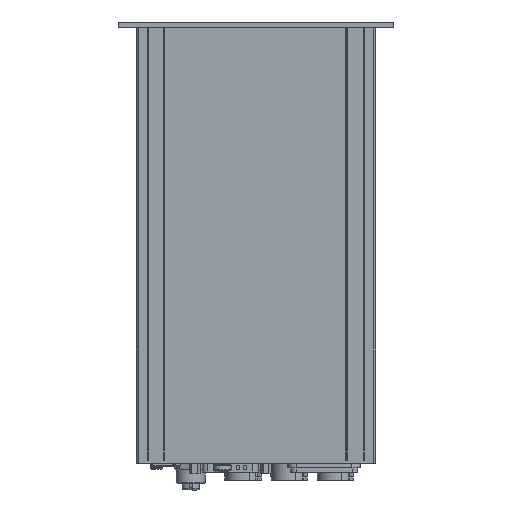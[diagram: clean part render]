
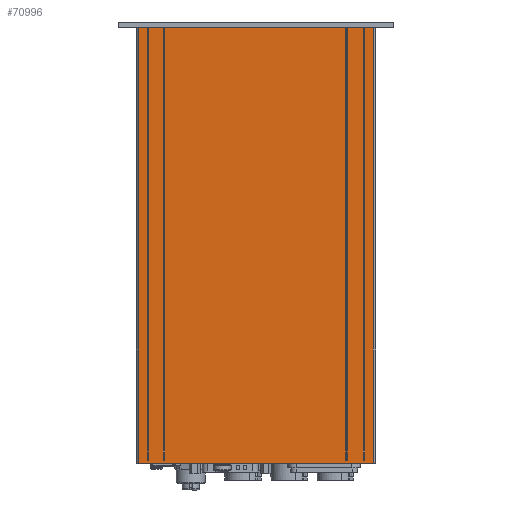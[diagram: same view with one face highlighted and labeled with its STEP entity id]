
A CAD part, left-side view. The second image highlights one B-rep face of the part: STEP entity #70996.
In plain terms, the highlighted planar face has unit normal (-1, 0, 0).
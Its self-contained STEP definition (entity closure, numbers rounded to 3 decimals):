
#3890=LINE('',#97842,#10298);
#3893=LINE('',#97848,#10301);
#3898=LINE('',#97857,#10306);
#3901=LINE('',#97863,#10309);
#3921=LINE('',#97903,#10329);
#4069=LINE('',#98477,#10477);
#4105=LINE('',#98595,#10513);
#4474=LINE('',#99719,#10882);
#7329=LINE('',#137902,#13737);
#7330=LINE('',#137904,#13738);
#7333=LINE('',#137910,#13741);
#7335=LINE('',#137914,#13743);
#7336=LINE('',#137916,#13744);
#7763=LINE('',#139127,#14171);
#7764=LINE('',#139129,#14172);
#7787=LINE('',#139175,#14195);
#7789=LINE('',#139179,#14197);
#8236=LINE('',#140321,#14644);
#8278=LINE('',#141267,#14686);
#8279=LINE('',#141268,#14687);
#10298=VECTOR('',#80482,6.75);
#10301=VECTOR('',#80485,84.85);
#10306=VECTOR('',#80490,7.6);
#10309=VECTOR('',#80493,4.3);
#10329=VECTOR('',#80513,4.3);
#10477=VECTOR('',#81101,0.5);
#10513=VECTOR('',#81185,0.5);
#10882=VECTOR('',#82084,109.6);
#13737=VECTOR('',#89333,202.);
#13738=VECTOR('',#89336,202.);
#13741=VECTOR('',#89341,202.);
#13743=VECTOR('',#89345,202.);
#13744=VECTOR('',#89348,0.4);
#14171=VECTOR('',#90543,202.);
#14172=VECTOR('',#90546,202.);
#14195=VECTOR('',#90587,202.);
#14197=VECTOR('',#90591,202.);
#14644=VECTOR('',#91920,0.4);
#14686=VECTOR('',#92144,203.5);
#14687=VECTOR('',#92145,203.5);
#16815=PLANE('',#76023);
#21606=FACE_OUTER_BOUND('',#25489,.T.);
#25489=EDGE_LOOP('',(#63162,#63163,#63164,#63165,#63166,#63167,#63168,#63169,
#63170,#63171,#63172,#63173,#63174,#63175,#63176,#63177,#63178,#63179,#63180,
#63181));
#29523=VERTEX_POINT('',#97839);
#29524=VERTEX_POINT('',#97841);
#29526=VERTEX_POINT('',#97845);
#29527=VERTEX_POINT('',#97847);
#29530=VERTEX_POINT('',#97854);
#29531=VERTEX_POINT('',#97856);
#29533=VERTEX_POINT('',#97860);
#29534=VERTEX_POINT('',#97862);
#29553=VERTEX_POINT('',#97900);
#29554=VERTEX_POINT('',#97902);
#29721=VERTEX_POINT('',#98474);
#29722=VERTEX_POINT('',#98476);
#29779=VERTEX_POINT('',#98592);
#29780=VERTEX_POINT('',#98594);
#30037=VERTEX_POINT('',#99716);
#30038=VERTEX_POINT('',#99718);
#33673=VERTEX_POINT('',#137907);
#33674=VERTEX_POINT('',#137912);
#33988=VERTEX_POINT('',#139172);
#33989=VERTEX_POINT('',#139177);
#36954=EDGE_CURVE('',#29523,#29524,#3890,.T.);
#36957=EDGE_CURVE('',#29526,#29527,#3893,.T.);
#36962=EDGE_CURVE('',#29530,#29531,#3898,.T.);
#36965=EDGE_CURVE('',#29533,#29534,#3901,.T.);
#36985=EDGE_CURVE('',#29553,#29554,#3921,.T.);
#37245=EDGE_CURVE('',#29721,#29722,#4069,.T.);
#37305=EDGE_CURVE('',#29779,#29780,#4105,.T.);
#37771=EDGE_CURVE('',#30038,#30037,#4474,.T.);
#42926=EDGE_CURVE('',#29721,#29527,#7329,.T.);
#42927=EDGE_CURVE('',#29780,#29523,#7330,.T.);
#42930=EDGE_CURVE('',#29524,#33673,#7333,.T.);
#42932=EDGE_CURVE('',#29526,#33674,#7335,.T.);
#42933=EDGE_CURVE('',#33673,#33674,#7336,.T.);
#43473=EDGE_CURVE('',#29530,#29722,#7763,.T.);
#43474=EDGE_CURVE('',#29779,#29554,#7764,.T.);
#43497=EDGE_CURVE('',#29531,#33988,#7787,.T.);
#43499=EDGE_CURVE('',#29533,#33989,#7789,.T.);
#44070=EDGE_CURVE('',#33988,#33989,#8236,.T.);
#44177=EDGE_CURVE('',#29553,#30038,#8278,.T.);
#44178=EDGE_CURVE('',#30037,#29534,#8279,.T.);
#63162=ORIENTED_EDGE('',*,*,#44177,.T.);
#63163=ORIENTED_EDGE('',*,*,#37771,.T.);
#63164=ORIENTED_EDGE('',*,*,#44178,.T.);
#63165=ORIENTED_EDGE('',*,*,#36965,.F.);
#63166=ORIENTED_EDGE('',*,*,#43499,.T.);
#63167=ORIENTED_EDGE('',*,*,#44070,.F.);
#63168=ORIENTED_EDGE('',*,*,#43497,.F.);
#63169=ORIENTED_EDGE('',*,*,#36962,.F.);
#63170=ORIENTED_EDGE('',*,*,#43473,.T.);
#63171=ORIENTED_EDGE('',*,*,#37245,.F.);
#63172=ORIENTED_EDGE('',*,*,#42926,.T.);
#63173=ORIENTED_EDGE('',*,*,#36957,.F.);
#63174=ORIENTED_EDGE('',*,*,#42932,.T.);
#63175=ORIENTED_EDGE('',*,*,#42933,.F.);
#63176=ORIENTED_EDGE('',*,*,#42930,.F.);
#63177=ORIENTED_EDGE('',*,*,#36954,.F.);
#63178=ORIENTED_EDGE('',*,*,#42927,.F.);
#63179=ORIENTED_EDGE('',*,*,#37305,.F.);
#63180=ORIENTED_EDGE('',*,*,#43474,.T.);
#63181=ORIENTED_EDGE('',*,*,#36985,.F.);
#70996=ADVANCED_FACE('',(#21606),#16815,.F.);
#76023=AXIS2_PLACEMENT_3D('',#141266,#92142,#92143);
#80482=DIRECTION('',(0.,-1.,0.));
#80485=DIRECTION('',(0.,-1.,0.));
#80490=DIRECTION('',(0.,-1.,0.));
#80493=DIRECTION('',(0.,-1.,0.));
#80513=DIRECTION('',(0.,-1.,0.));
#81101=DIRECTION('',(0.,-1.,0.));
#81185=DIRECTION('',(0.,-1.,0.));
#82084=DIRECTION('',(0.,-1.,0.));
#89333=DIRECTION('',(0.,0.,1.));
#89336=DIRECTION('',(0.,0.,1.));
#89341=DIRECTION('',(0.,0.,-1.));
#89345=DIRECTION('',(0.,0.,-1.));
#89348=DIRECTION('',(0.,-1.,0.));
#90543=DIRECTION('',(0.,0.,-1.));
#90546=DIRECTION('',(0.,0.,1.));
#90587=DIRECTION('',(0.,0.,-1.));
#90591=DIRECTION('',(0.,0.,-1.));
#91920=DIRECTION('',(0.,-1.,0.));
#92142=DIRECTION('center_axis',(1.,0.,0.));
#92143=DIRECTION('ref_axis',(0.,0.,-1.));
#92144=DIRECTION('',(0.,0.,-1.));
#92145=DIRECTION('',(0.,0.,1.));
#97839=CARTESIAN_POINT('',(-34.05,50.,-2.5));
#97841=CARTESIAN_POINT('',(-34.05,43.25,-2.5));
#97842=CARTESIAN_POINT('',(-34.05,-21.021,-2.5));
#97845=CARTESIAN_POINT('',(-34.05,42.85,-2.5));
#97847=CARTESIAN_POINT('',(-34.05,-42.,-2.5));
#97848=CARTESIAN_POINT('',(-34.05,-21.021,-2.5));
#97854=CARTESIAN_POINT('',(-34.05,-42.5,-2.5));
#97856=CARTESIAN_POINT('',(-34.05,-50.1,-2.5));
#97857=CARTESIAN_POINT('',(-34.05,-21.171,-2.5));
#97860=CARTESIAN_POINT('',(-34.05,-50.5,-2.5));
#97862=CARTESIAN_POINT('',(-34.05,-54.8,-2.5));
#97863=CARTESIAN_POINT('',(-34.05,-21.171,-2.5));
#97900=CARTESIAN_POINT('',(-34.05,54.8,-2.5));
#97902=CARTESIAN_POINT('',(-34.05,50.5,-2.5));
#97903=CARTESIAN_POINT('',(-34.05,25.129,-2.5));
#98474=CARTESIAN_POINT('',(-34.05,-42.,-204.5));
#98476=CARTESIAN_POINT('',(-34.05,-42.5,-204.5));
#98477=CARTESIAN_POINT('',(-34.05,54.8,-204.5));
#98592=CARTESIAN_POINT('',(-34.05,50.5,-204.5));
#98594=CARTESIAN_POINT('',(-34.05,50.,-204.5));
#98595=CARTESIAN_POINT('',(-34.05,54.8,-204.5));
#99716=CARTESIAN_POINT('',(-34.05,-54.8,-206.));
#99718=CARTESIAN_POINT('',(-34.05,54.8,-206.));
#99719=CARTESIAN_POINT('',(-34.05,54.8,-206.));
#137902=CARTESIAN_POINT('',(-34.05,-42.,-204.5));
#137904=CARTESIAN_POINT('',(-34.05,50.,-204.5));
#137907=CARTESIAN_POINT('',(-34.05,43.25,-204.5));
#137910=CARTESIAN_POINT('',(-34.05,43.25,-2.5));
#137912=CARTESIAN_POINT('',(-34.05,42.85,-204.5));
#137914=CARTESIAN_POINT('',(-34.05,42.85,-2.5));
#137916=CARTESIAN_POINT('',(-34.05,54.8,-204.5));
#139127=CARTESIAN_POINT('',(-34.05,-42.5,-2.5));
#139129=CARTESIAN_POINT('',(-34.05,50.5,-204.5));
#139172=CARTESIAN_POINT('',(-34.05,-50.1,-204.5));
#139175=CARTESIAN_POINT('',(-34.05,-50.1,-2.5));
#139177=CARTESIAN_POINT('',(-34.05,-50.5,-204.5));
#139179=CARTESIAN_POINT('',(-34.05,-50.5,-2.5));
#140321=CARTESIAN_POINT('',(-34.05,54.8,-204.5));
#141266=CARTESIAN_POINT('Origin',(-34.05,55.8,-204.5));
#141267=CARTESIAN_POINT('',(-34.05,54.8,-2.5));
#141268=CARTESIAN_POINT('',(-34.05,-54.8,-204.5));
